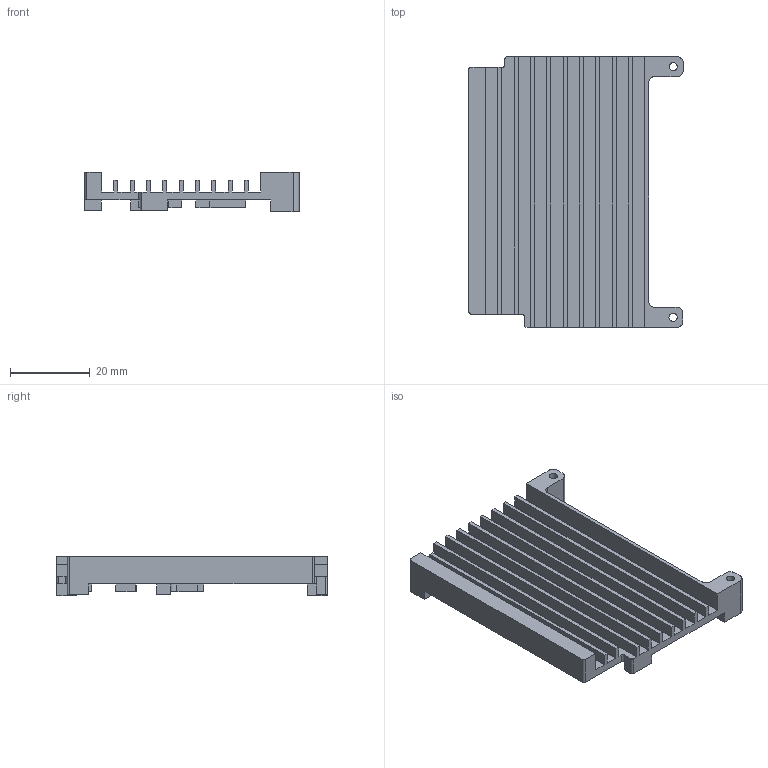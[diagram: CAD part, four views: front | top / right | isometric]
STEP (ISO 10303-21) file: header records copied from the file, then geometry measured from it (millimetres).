
FILE_DESCRIPTION(/* description */ ('Alibre Inc.'),/* implementation_level */ '2;1');
FILE_NAME(/* name */ 'export0',/* time_stamp */ '2014-07-09T09:51:42+02:00',/* author */ (''),/* organization */ (''),/* preprocessor_version */ 'ST-DEVELOPER v12',/* originating_system */ 'Alibre',/* authorisation */ '');
FILE_SCHEMA (('AUTOMOTIVE_DESIGN'));
Length unit declared in the file: centimetre
Bounding box: 53.85 x 68 x 10 mm (x, y, z)
Volume: 10798.6 mm3; surface area: 12527.4 mm2
Topology: 1 solids, 1 shells, 115 faces, 321 edges, 214 vertices
Faces by surface type: plane 99, cylinder 16
Full cylindrical faces by diameter (mm): 2.05 x2
Entity records: 3456 total; most frequent: ORIENTED_EDGE 634, CARTESIAN_POINT 622, DIRECTION 459, EDGE_CURVE 317, VECTOR 270, LINE 270, VERTEX_POINT 212, AXIS2_PLACEMENT_3D 140
